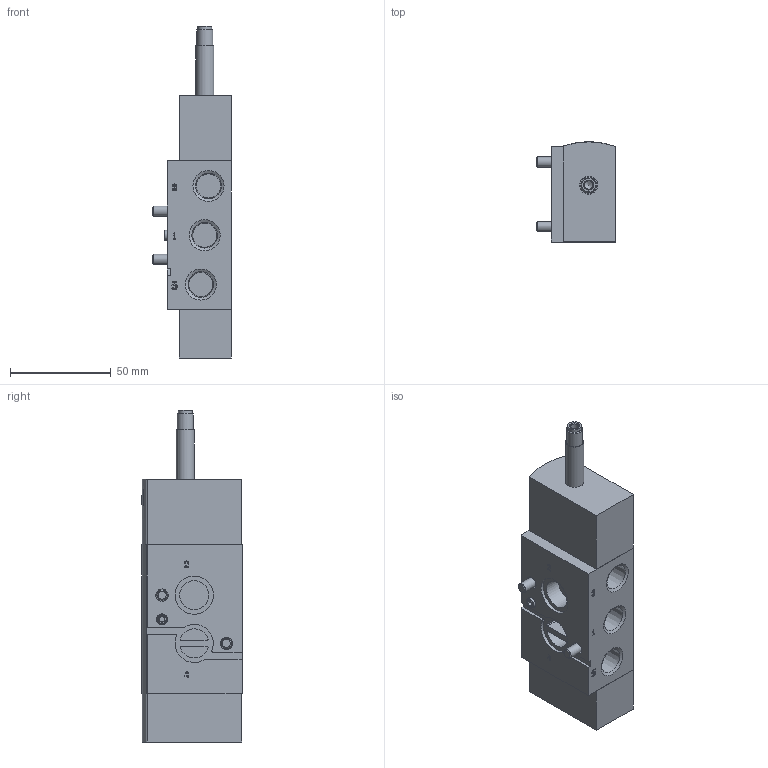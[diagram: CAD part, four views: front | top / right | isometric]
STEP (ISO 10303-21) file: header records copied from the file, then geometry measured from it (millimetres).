
FILE_DESCRIPTION(/* description */ ('STEP AP214'),/* implementation_level */ '2;1');
FILE_NAME(/* name */ '577279_VSNC-FTC-M52-MD-N14-FN',/* time_stamp */ '2024-09-17T05:29:33+02:00',/* author */ ('License CC BY-ND 4.0'),/* organization */ ('CADENAS'),/* preprocessor_version */ 'ST-DEVELOPER v19.3',/* originating_system */ 'PARTsolutions',/* authorisation */ ' ');
FILE_SCHEMA (('AUTOMOTIVE_DESIGN {1 0 10303 214 3 1 1}'));
Length unit declared in the file: millimetre
Products named in the file (4): 577279 VSNC-FTC-M52-MD-N14-FN; 8026033 VSNC-FTC-M52-MD-N14-FN---(geh); DIN-913 - M5x10; DIN-912 - M5x33.5(F)
Assembly tree (4 placements, depth 2):
  577279 VSNC-FTC-M52-MD-N14-FN
    8026033 VSNC-FTC-M52-MD-N14-FN---(geh)
    DIN-913 - M5x10
    DIN-912 - M5x33.5(F)  x2
Bounding box: 39.1 x 49.8 x 165 mm (x, y, z)
Volume: 179480.2 mm3; surface area: 30409.7 mm2
Topology: 4 solids, 4 shells, 254 faces, 583 edges, 365 vertices
Faces by surface type: plane 151, cylinder 57, cone 42, torus 4
Full cylindrical faces by diameter (mm): 4.134 x1, 5 x3, 5.5 x2, 6.9 x1, 8 x1, 8.5 x2, 9 x1, 10 x2, 14.4 x1, 19 x1
Entity records: 7622 total; most frequent: CARTESIAN_POINT 1113, DIRECTION 1094, ORIENTED_EDGE 984, EDGE_CURVE 492, AXIS2_PLACEMENT_3D 386, VERTEX_POINT 337, LINE 322, VECTOR 322
